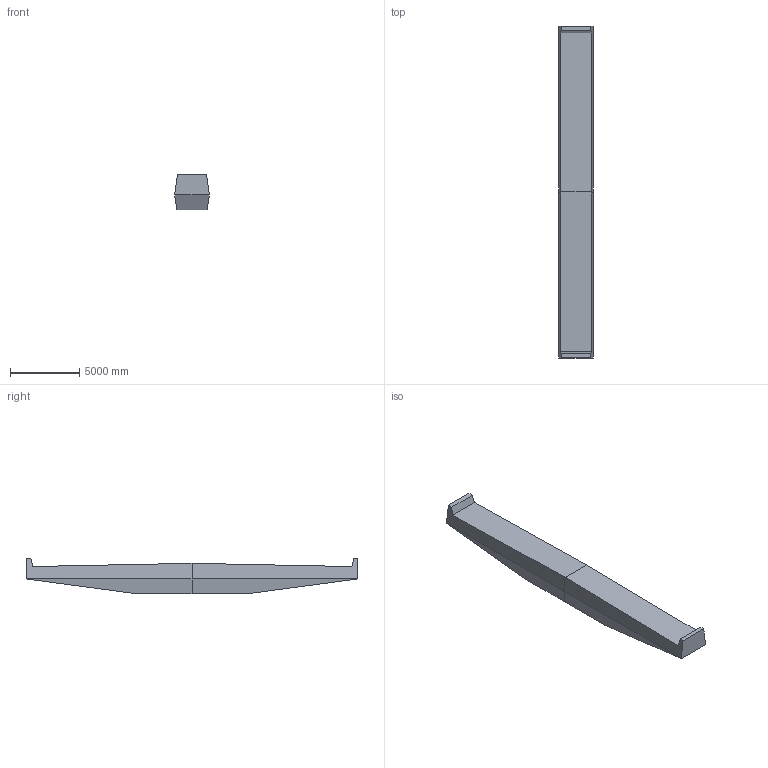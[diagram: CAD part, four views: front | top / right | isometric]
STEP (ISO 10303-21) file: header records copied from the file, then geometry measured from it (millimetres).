
FILE_DESCRIPTION(('CATIA V5 STEP Exchange'),'2;1');
FILE_NAME('PIER2 A.stp','2021-07-29T07:46:45+00:00',('none'),('none'),'CATIA Version 5-6 Release 2017 SP6 HF40','CATIA V5 STEP AP203','none');
FILE_SCHEMA(('CONFIG_CONTROL_DESIGN'));
Length unit declared in the file: millimetre
Products named in the file (1): PIER2 A
Bounding box: 2501.54 x 24000 x 2568.96 mm (x, y, z)
Volume: 99185192367 mm3; surface area: 202478945.6 mm2
Topology: 1 solids, 1 shells, 19 faces, 43 edges, 26 vertices
Faces by surface type: plane 15, bspline 4
Entity records: 548 total; most frequent: CARTESIAN_POINT 115, ORIENTED_EDGE 86, DIRECTION 63, EDGE_CURVE 43, VECTOR 33, LINE 33, VERTEX_POINT 26, ADVANCED_FACE 19
